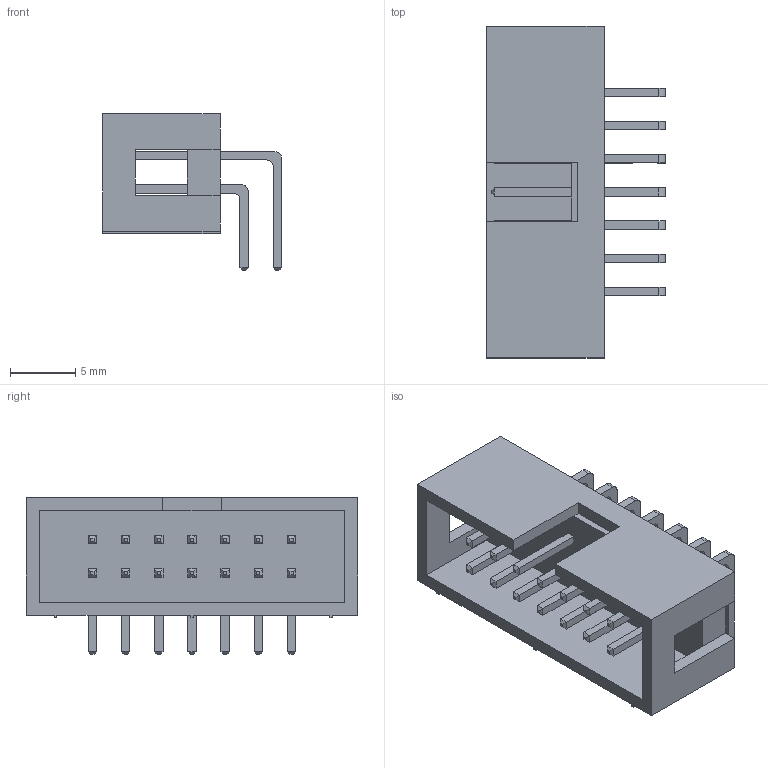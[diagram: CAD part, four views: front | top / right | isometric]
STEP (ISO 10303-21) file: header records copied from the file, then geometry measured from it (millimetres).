
FILE_DESCRIPTION(('FreeCAD Model'),'2;1');
FILE_NAME('Box_Header_Angled_2x07.step', '2019-08-17T03:05:59',('Author'),(''), 'Open CASCADE STEP processor 6.8','FreeCAD','Unknown');
FILE_SCHEMA(('AUTOMOTIVE_DESIGN_CC2 { 1 2 10303 214 -1 1 5 4 }'));
Length unit declared in the file: millimetre
Products named in the file (1): Box_Header_Angled_2x07
Bounding box: 13.7 x 25.4 x 12 mm (x, y, z)
Volume: 1011.5 mm3; surface area: 1992.9 mm2
Topology: 1 solids, 1 shells, 344 faces, 836 edges, 518 vertices
Faces by surface type: plane 316, cylinder 28
Entity records: 12181 total; most frequent: CARTESIAN_POINT 1699, ORIENTED_EDGE 1672, DIRECTION 1582, EDGE_CURVE 836, LINE 780, VECTOR 780, VERTEX_POINT 518, AXIS2_PLACEMENT_3D 401
